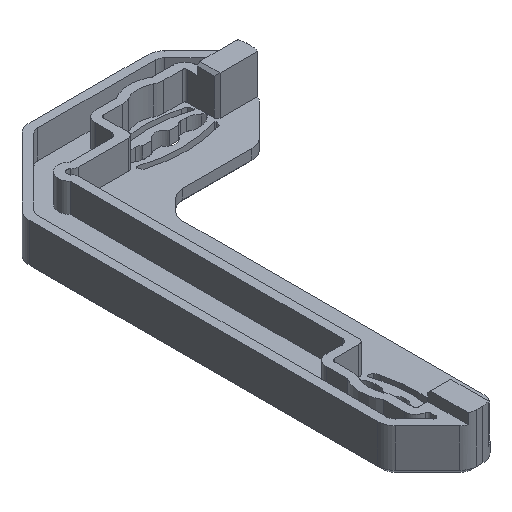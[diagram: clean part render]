
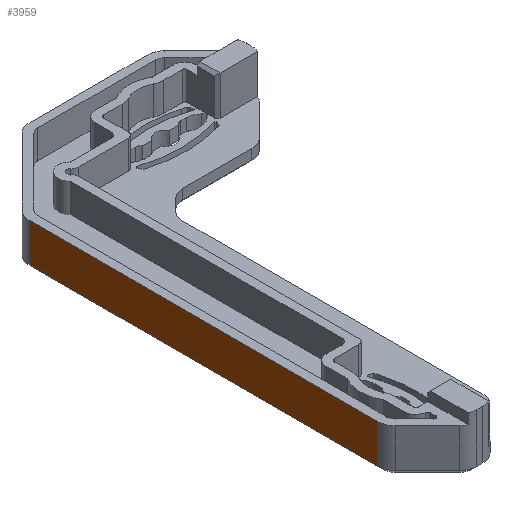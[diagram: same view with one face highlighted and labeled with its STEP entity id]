
A CAD part, isometric view. The second image highlights one B-rep face of the part: STEP entity #3959.
In plain terms, the highlighted planar face has unit normal (-1, 0, 0).
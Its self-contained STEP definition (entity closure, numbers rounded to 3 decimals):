
#197=FACE_OUTER_BOUND('',#417,.T.);
#417=EDGE_LOOP('',(#2841,#2842,#2843,#2844));
#832=LINE('',#5896,#1210);
#924=LINE('',#6237,#1302);
#941=LINE('',#6277,#1319);
#942=LINE('',#6279,#1320);
#1210=VECTOR('',#4613,7.5);
#1302=VECTOR('',#4911,10.);
#1319=VECTOR('',#4958,2.5);
#1320=VECTOR('',#4961,10.);
#1589=VERTEX_POINT('',#5893);
#1590=VERTEX_POINT('',#5895);
#1691=VERTEX_POINT('',#6099);
#1736=VERTEX_POINT('',#6233);
#1987=EDGE_CURVE('',#1589,#1590,#832,.T.);
#2157=EDGE_CURVE('',#1691,#1736,#924,.T.);
#2178=EDGE_CURVE('',#1736,#1589,#941,.T.);
#2179=EDGE_CURVE('',#1590,#1691,#942,.T.);
#2841=ORIENTED_EDGE('',*,*,#2157,.F.);
#2842=ORIENTED_EDGE('',*,*,#2179,.F.);
#2843=ORIENTED_EDGE('',*,*,#1987,.F.);
#2844=ORIENTED_EDGE('',*,*,#2178,.F.);
#3834=PLANE('',#4275);
#3959=ADVANCED_FACE('',(#197),#3834,.T.);
#4275=AXIS2_PLACEMENT_3D('',#6278,#4959,#4960);
#4613=DIRECTION('',(0.,-1.,0.));
#4911=DIRECTION('',(0.,1.,0.));
#4958=DIRECTION('',(0.,0.,1.));
#4959=DIRECTION('center_axis',(-1.,0.,0.));
#4960=DIRECTION('ref_axis',(0.,-1.,0.));
#4961=DIRECTION('',(0.,0.,-1.));
#5893=CARTESIAN_POINT('',(117.694,-7.784,7.1));
#5895=CARTESIAN_POINT('',(117.694,-57.693,7.1));
#5896=CARTESIAN_POINT('',(117.694,-18.52,7.1));
#6099=CARTESIAN_POINT('',(117.694,-57.693,1.55));
#6233=CARTESIAN_POINT('',(117.694,-7.784,1.55));
#6237=CARTESIAN_POINT('',(117.694,-21.901,1.55));
#6277=CARTESIAN_POINT('',(117.694,-7.784,1.305));
#6278=CARTESIAN_POINT('Origin',(117.694,-39.375,1.305));
#6279=CARTESIAN_POINT('',(117.694,-57.693,1.305));
